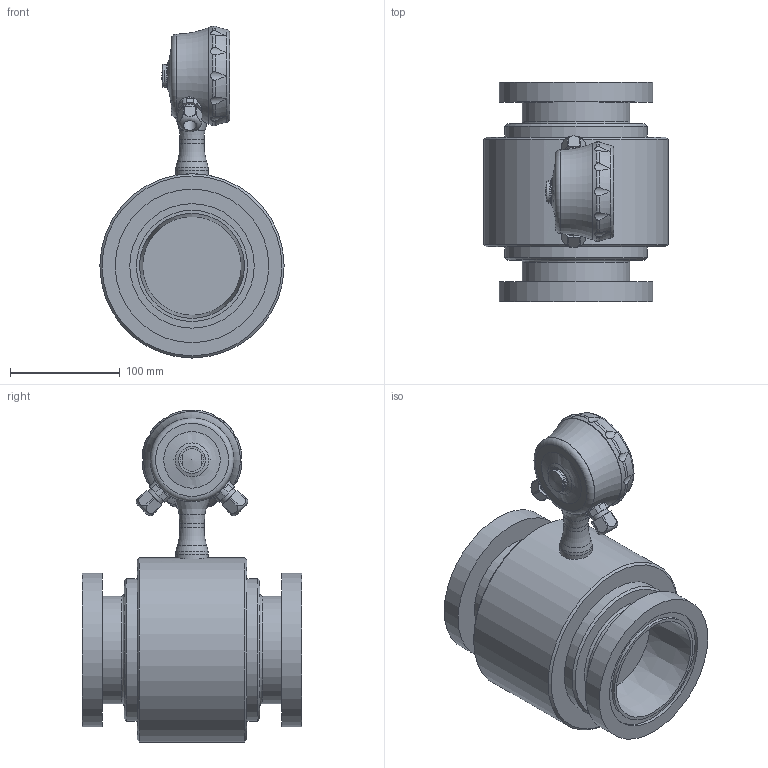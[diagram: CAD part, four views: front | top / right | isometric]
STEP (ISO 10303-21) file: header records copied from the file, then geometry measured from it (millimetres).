
FILE_DESCRIPTION( ( 'Unknown' ), '1' );
FILE_NAME( 'PF75H5xxxxxxx03x1L62xx2xxx0x0.stp', 'Unknown', ( 'Unknown' ), ( 'Unknown' ), 'PSStep 19.0.9', 'Unknown', ' ' );
FILE_SCHEMA( ( 'AUTOMOTIVE_DESIGN { 1 0 10303 214 1 1 1 1 }' ) );
Length unit declared in the file: millimetre
Products named in the file (1): Unterteil_PF75H_SMS_1145_DN100
Bounding box: 168 x 200 x 302.77 mm (x, y, z)
Volume: 3017075.8 mm3; surface area: 237077.2 mm2
Topology: 1 solids, 16 shells, 512 faces, 1329 edges, 875 vertices
Faces by surface type: plane 264, cylinder 147, torus 39, cone 33, bspline 21, revolution 4, sphere 4
Full cylindrical faces by diameter (mm): 3 x1, 3.459 x2, 12 x2, 16 x4, 16.691 x2, 20.8 x1, 21 x1, 22 x1, 23.5 x1, 30 x1, 81.2 x1, 83.7 x1, 88 x1, 98 x2, 101.5 x2, 113.5 x2, 130 x2, 140 x2, 168 x1
Entity records: 22771 total; most frequent: CARTESIAN_POINT 6839, ORIENTED_EDGE 2450, DIRECTION 2334, EDGE_CURVE 1225, AXIS2_PLACEMENT_3D 875, VERTEX_POINT 841, EDGE_LOOP 619, LINE 580
